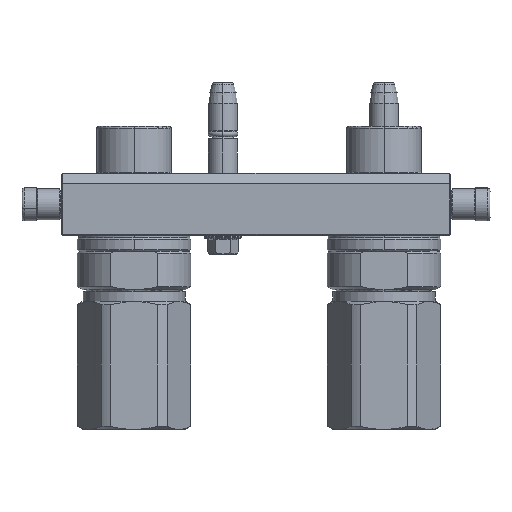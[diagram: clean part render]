
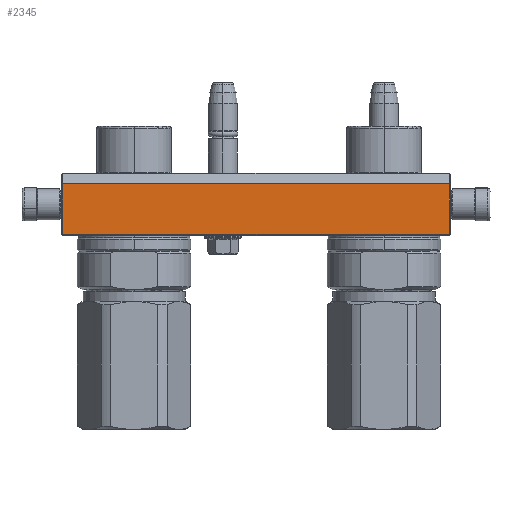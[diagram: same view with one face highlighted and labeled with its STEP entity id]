
A CAD part, left-side view. The second image highlights one B-rep face of the part: STEP entity #2345.
In plain terms, the highlighted face is planar.
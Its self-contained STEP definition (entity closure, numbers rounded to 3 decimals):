
#2345 = ADVANCED_FACE ( 'NONE', ( #27805 ), #6281, .T. ) ;
#2496 = CARTESIAN_POINT ( 'NONE',  ( 93.5, 29.5, -45. ) ) ;
#2665 = ORIENTED_EDGE ( 'NONE', *, *, #7033, .T. ) ;
#3333 = EDGE_CURVE ( 'NONE', #40240, #6744, #18072, .T. ) ;
#6281 = PLANE ( 'NONE',  #18292 ) ;
#6431 = DIRECTION ( 'NONE',  ( -1., 0., 0. ) ) ;
#6744 = VERTEX_POINT ( 'NONE', #2496 ) ;
#6938 = LINE ( 'NONE', #20552, #17609 ) ;
#7033 = EDGE_CURVE ( 'NONE', #40240, #38244, #20747, .T. ) ;
#8697 = DIRECTION ( 'NONE',  ( -1., 0., 0. ) ) ;
#10661 = VECTOR ( 'NONE', #8697, 1000. ) ;
#11239 = EDGE_LOOP ( 'NONE', ( #25830, #29312, #26629, #2665 ) ) ;
#13593 = DIRECTION ( 'NONE',  ( 0., 1., 0. ) ) ;
#16375 = CARTESIAN_POINT ( 'NONE',  ( 94., 0., -45. ) ) ;
#16411 = VECTOR ( 'NONE', #31031, 1000. ) ;
#17609 = VECTOR ( 'NONE', #31172, 1000. ) ;
#17986 = CARTESIAN_POINT ( 'NONE',  ( 93.5, 5., -45. ) ) ;
#18072 = LINE ( 'NONE', #29917, #22857 ) ;
#18292 = AXIS2_PLACEMENT_3D ( 'NONE', #16375, #33796, #6431 ) ;
#19761 = LINE ( 'NONE', #40144, #10661 ) ;
#19947 = CARTESIAN_POINT ( 'NONE',  ( -93.5, 29.5, -45. ) ) ;
#20552 = CARTESIAN_POINT ( 'NONE',  ( -93.5, 5., -45. ) ) ;
#20747 = LINE ( 'NONE', #17986, #16411 ) ;
#22857 = VECTOR ( 'NONE', #13593, 1000. ) ;
#22891 = VERTEX_POINT ( 'NONE', #19947 ) ;
#25546 = CARTESIAN_POINT ( 'NONE',  ( 93.5, 5., -45. ) ) ;
#25830 = ORIENTED_EDGE ( 'NONE', *, *, #29981, .T. ) ;
#26629 = ORIENTED_EDGE ( 'NONE', *, *, #3333, .F. ) ;
#27805 = FACE_OUTER_BOUND ( 'NONE', #11239, .T. ) ;
#29312 = ORIENTED_EDGE ( 'NONE', *, *, #39697, .F. ) ;
#29917 = CARTESIAN_POINT ( 'NONE',  ( 93.5, 5., -45. ) ) ;
#29981 = EDGE_CURVE ( 'NONE', #38244, #22891, #6938, .T. ) ;
#31031 = DIRECTION ( 'NONE',  ( -1., 0., 0. ) ) ;
#31172 = DIRECTION ( 'NONE',  ( 0., 1., 0. ) ) ;
#33796 = DIRECTION ( 'NONE',  ( 0., 0., -1. ) ) ;
#38244 = VERTEX_POINT ( 'NONE', #39991 ) ;
#39697 = EDGE_CURVE ( 'NONE', #6744, #22891, #19761, .T. ) ;
#39991 = CARTESIAN_POINT ( 'NONE',  ( -93.5, 5., -45. ) ) ;
#40144 = CARTESIAN_POINT ( 'NONE',  ( 93.5, 29.5, -45. ) ) ;
#40240 = VERTEX_POINT ( 'NONE', #25546 ) ;
